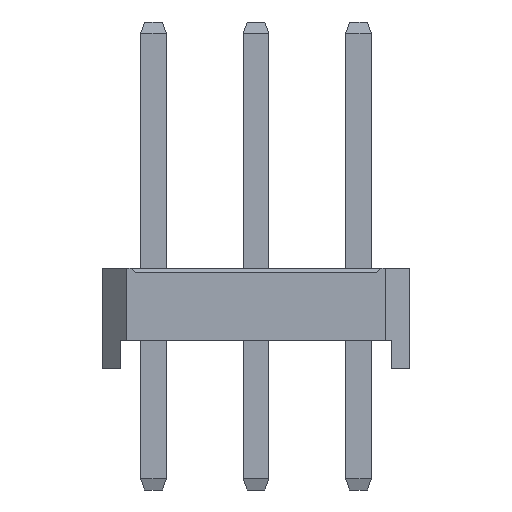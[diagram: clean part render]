
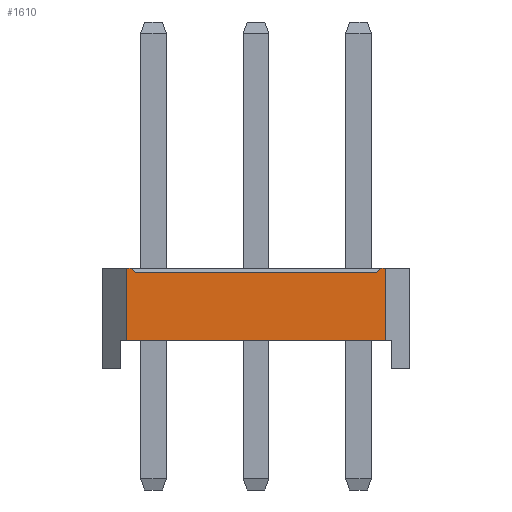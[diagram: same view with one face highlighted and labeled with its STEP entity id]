
A CAD part, left-side view. The second image highlights one B-rep face of the part: STEP entity #1610.
In plain terms, the highlighted planar face has unit normal (-1, 0, 0).
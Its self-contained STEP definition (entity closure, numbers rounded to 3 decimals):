
#1610=ADVANCED_FACE('',(#6405),#6407,.T.);
#6405=FACE_BOUND('',#6406,.T.);
#6406=EDGE_LOOP('',(#10123,#10124,#10125,#10126,#10127,#10128,#10129,#10130));
#6407=PLANE('',#6408);
#6408=AXIS2_PLACEMENT_3D('',#6409,#6410,#6411);
#6409=CARTESIAN_POINT('',(-1.27,5.75,0.));
#6410=DIRECTION('',(-1.,0.,0.));
#6411=DIRECTION('',(0.,-1.,0.));
#10123=ORIENTED_EDGE('',*,*,#12408,.F.);
#10124=ORIENTED_EDGE('',*,*,#12409,.T.);
#10125=ORIENTED_EDGE('',*,*,#12410,.F.);
#10126=ORIENTED_EDGE('',*,*,#11907,.F.);
#10127=ORIENTED_EDGE('',*,*,#12411,.F.);
#10128=ORIENTED_EDGE('',*,*,#11738,.T.);
#10129=ORIENTED_EDGE('',*,*,#12407,.T.);
#10130=ORIENTED_EDGE('',*,*,#11911,.F.);
#11738=EDGE_CURVE('',#13056,#13054,#13057,.T.);
#11907=EDGE_CURVE('',#13392,#13394,#13395,.T.);
#11911=EDGE_CURVE('',#13400,#13402,#13403,.T.);
#12407=EDGE_CURVE('',#13054,#13402,#14221,.T.);
#12408=EDGE_CURVE('',#14222,#13400,#14223,.F.);
#12409=EDGE_CURVE('',#14222,#14224,#14225,.T.);
#12410=EDGE_CURVE('',#13394,#14224,#14226,.F.);
#12411=EDGE_CURVE('',#13056,#13392,#14227,.T.);
#13054=VERTEX_POINT('',#15184);
#13056=VERTEX_POINT('',#15188);
#13057=LINE('',#15189,#15190);
#13392=VERTEX_POINT('',#15860);
#13394=VERTEX_POINT('',#15864);
#13395=LINE('',#15865,#15866);
#13400=VERTEX_POINT('',#15876);
#13402=VERTEX_POINT('',#15880);
#13403=LINE('',#15881,#15882);
#14221=LINE('',#17691,#17692);
#14222=VERTEX_POINT('',#17694);
#14223=LINE('',#17695,#17696);
#14224=VERTEX_POINT('',#17698);
#14225=LINE('',#17699,#17700);
#14226=LINE('',#17702,#17703);
#14227=LINE('',#17705,#17706);
#15184=CARTESIAN_POINT('',(-1.27,-0.67,0.7));
#15188=CARTESIAN_POINT('',(-1.27,5.75,0.7));
#15189=CARTESIAN_POINT('',(-1.27,5.75,0.7));
#15190=VECTOR('',#15191,1.);
#15191=DIRECTION('',(0.,-1.,0.));
#15860=CARTESIAN_POINT('',(-1.27,5.75,2.5));
#15864=CARTESIAN_POINT('',(-1.27,5.63,2.5));
#15865=CARTESIAN_POINT('',(-1.27,5.75,2.5));
#15866=VECTOR('',#15867,1.);
#15867=DIRECTION('',(0.,-1.,0.));
#15876=CARTESIAN_POINT('',(-1.27,-0.55,2.5));
#15880=CARTESIAN_POINT('',(-1.27,-0.67,2.5));
#15881=CARTESIAN_POINT('',(-1.27,-0.55,2.5));
#15882=VECTOR('',#15883,1.);
#15883=DIRECTION('',(0.,-1.,0.));
#17691=CARTESIAN_POINT('',(-1.27,-0.67,0.7));
#17692=VECTOR('',#17693,1.);
#17693=DIRECTION('',(0.,0.,1.));
#17694=CARTESIAN_POINT('',(-1.27,-0.45,2.4));
#17695=CARTESIAN_POINT('',(-1.27,-0.55,2.5));
#17696=VECTOR('',#17697,1.);
#17697=DIRECTION('',(0.,0.707,-0.707));
#17698=CARTESIAN_POINT('',(-1.27,5.53,2.4));
#17699=CARTESIAN_POINT('',(-1.27,-0.45,2.4));
#17700=VECTOR('',#17701,1.);
#17701=DIRECTION('',(0.,1.,0.));
#17702=CARTESIAN_POINT('',(-1.27,5.53,2.4));
#17703=VECTOR('',#17704,1.);
#17704=DIRECTION('',(0.,0.707,0.707));
#17705=CARTESIAN_POINT('',(-1.27,5.75,0.7));
#17706=VECTOR('',#17707,1.);
#17707=DIRECTION('',(0.,0.,1.));
